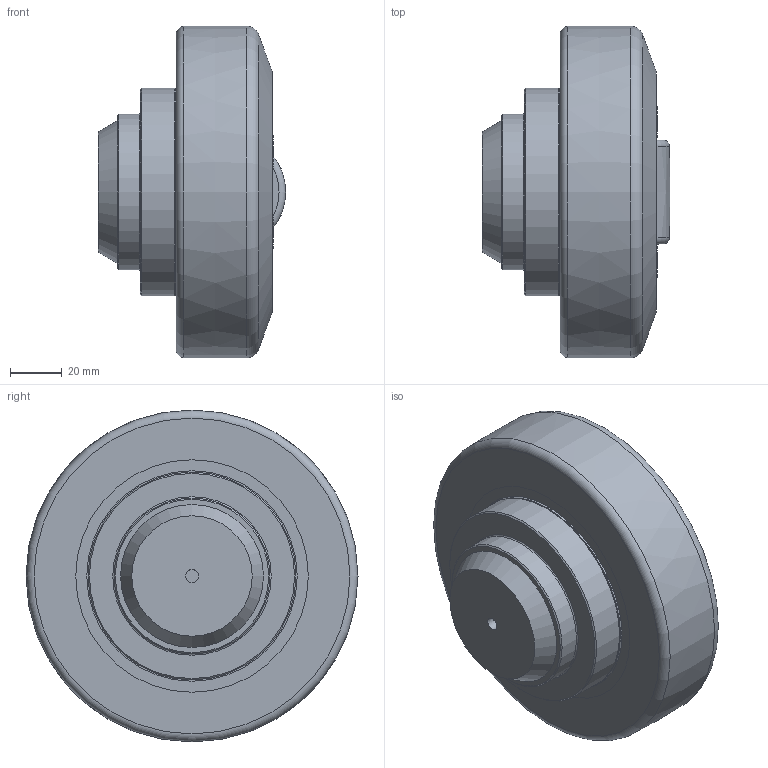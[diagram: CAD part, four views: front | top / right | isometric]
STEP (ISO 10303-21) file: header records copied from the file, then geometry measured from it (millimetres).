
FILE_DESCRIPTION(/* description */ ('-','CAx-IF Rec.Pracs.---Representation and Presentation of Product Manufacturing Information (PMI)---4.0---2014-10-13'),/* implementation_level */ '2;1');
FILE_NAME(/* name */ '0c6b638d-f2ae-4a32-b5ef-d7f8b5788121.stp',/* time_stamp */ '2020-06-23T16:55:33+02:00',/* author */ ('-'),/* organization */ ('NTI CADcenter A/S'),/* preprocessor_version */ 'ST-DEVELOPER v18',/* originating_system */ 'Autodesk Inventor 2020',/* authorisation */ '-');
FILE_SCHEMA (('AP242_MANAGED_MODEL_BASED_3D_ENGINEERING_MIM_LF { 1 0 10303 442 1 1 4 }'));
Length unit declared in the file: millimetre
Products named in the file (1): PT120.0260_Kontur
Bounding box: 72.3 x 127.79 x 127.79 mm (x, y, z)
Volume: 478030.1 mm3; surface area: 94170.9 mm2
Topology: 3 solids, 3 shells, 155 faces, 444 edges, 314 vertices
Faces by surface type: plane 68, cylinder 50, torus 18, cone 12, bspline 7
Full cylindrical faces by diameter (mm): 3 x5, 4.917 x1, 12 x4, 22.3 x1, 29.3 x1, 33.5 x2, 60 x1, 71 x1, 79 x1, 79.8 x1, 80 x2, 81 x2, 84.5 x2, 87 x2, 89.5 x2, 95 x1
Entity records: 6175 total; most frequent: CARTESIAN_POINT 1774, ORIENTED_EDGE 886, DIRECTION 867, EDGE_CURVE 443, AXIS2_PLACEMENT_3D 354, VERTEX_POINT 314, EDGE_LOOP 197, CIRCLE 197
